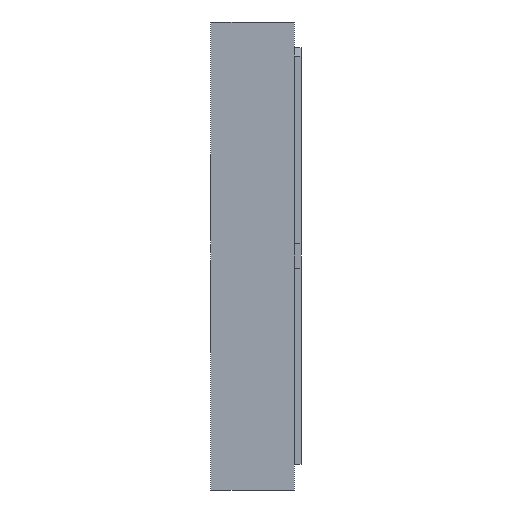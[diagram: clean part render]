
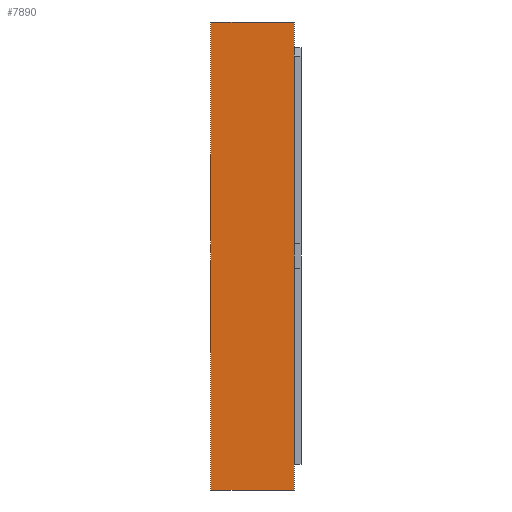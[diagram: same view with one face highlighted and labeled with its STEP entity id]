
A CAD part, left-side view. The second image highlights one B-rep face of the part: STEP entity #7890.
In plain terms, the highlighted planar face has unit normal (-1, 0, 0).
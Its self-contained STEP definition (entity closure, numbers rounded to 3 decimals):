
#65 = CARTESIAN_POINT ( 'NONE',  ( -4., -0.08, -2.75 ) ) ;
#383 = VECTOR ( 'NONE', #2582, 1000. ) ;
#1108 = EDGE_CURVE ( 'NONE', #6770, #2617, #5802, .T. ) ;
#1662 = CARTESIAN_POINT ( 'NONE',  ( -4., -0.08, -2.75 ) ) ;
#1679 = VERTEX_POINT ( 'NONE', #5766 ) ;
#1777 = ORIENTED_EDGE ( 'NONE', *, *, #2039, .F. ) ;
#1840 = DIRECTION ( 'NONE',  ( -1., 0., 0. ) ) ;
#1995 = FACE_OUTER_BOUND ( 'NONE', #4251, .T. ) ;
#2010 = EDGE_CURVE ( 'NONE', #6770, #6412, #3733, .T. ) ;
#2039 = EDGE_CURVE ( 'NONE', #6412, #1679, #6305, .T. ) ;
#2582 = DIRECTION ( 'NONE',  ( 0., 0., 1. ) ) ;
#2617 = VERTEX_POINT ( 'NONE', #6538 ) ;
#2623 = VECTOR ( 'NONE', #2946, 1000. ) ;
#2946 = DIRECTION ( 'NONE',  ( 0., 0., 1. ) ) ;
#3454 = ORIENTED_EDGE ( 'NONE', *, *, #1108, .T. ) ;
#3733 = LINE ( 'NONE', #4747, #7446 ) ;
#3734 = CARTESIAN_POINT ( 'NONE',  ( -4., -0.08, 2.75 ) ) ;
#3829 = PLANE ( 'NONE',  #7642 ) ;
#3925 = LINE ( 'NONE', #3734, #4138 ) ;
#4138 = VECTOR ( 'NONE', #5226, 1000. ) ;
#4251 = EDGE_LOOP ( 'NONE', ( #7421, #1777, #5759, #3454 ) ) ;
#4401 = CARTESIAN_POINT ( 'NONE',  ( -4., -0.08, -2.75 ) ) ;
#4747 = CARTESIAN_POINT ( 'NONE',  ( -4., -0.08, -2.75 ) ) ;
#5226 = DIRECTION ( 'NONE',  ( 0., 1., 0. ) ) ;
#5759 = ORIENTED_EDGE ( 'NONE', *, *, #2010, .F. ) ;
#5766 = CARTESIAN_POINT ( 'NONE',  ( -4., 0.9, 2.75 ) ) ;
#5802 = LINE ( 'NONE', #65, #383 ) ;
#6305 = LINE ( 'NONE', #6971, #2623 ) ;
#6412 = VERTEX_POINT ( 'NONE', #8464 ) ;
#6538 = CARTESIAN_POINT ( 'NONE',  ( -4., -0.08, 2.75 ) ) ;
#6770 = VERTEX_POINT ( 'NONE', #1662 ) ;
#6971 = CARTESIAN_POINT ( 'NONE',  ( -4., 0.9, -2.75 ) ) ;
#7137 = DIRECTION ( 'NONE',  ( 0., 0., 1. ) ) ;
#7421 = ORIENTED_EDGE ( 'NONE', *, *, #7630, .T. ) ;
#7446 = VECTOR ( 'NONE', #7605, 1000. ) ;
#7605 = DIRECTION ( 'NONE',  ( 0., 1., 0. ) ) ;
#7630 = EDGE_CURVE ( 'NONE', #2617, #1679, #3925, .T. ) ;
#7642 = AXIS2_PLACEMENT_3D ( 'NONE', #4401, #1840, #7137 ) ;
#7890 = ADVANCED_FACE ( 'NONE', ( #1995 ), #3829, .T. ) ;
#8464 = CARTESIAN_POINT ( 'NONE',  ( -4., 0.9, -2.75 ) ) ;
